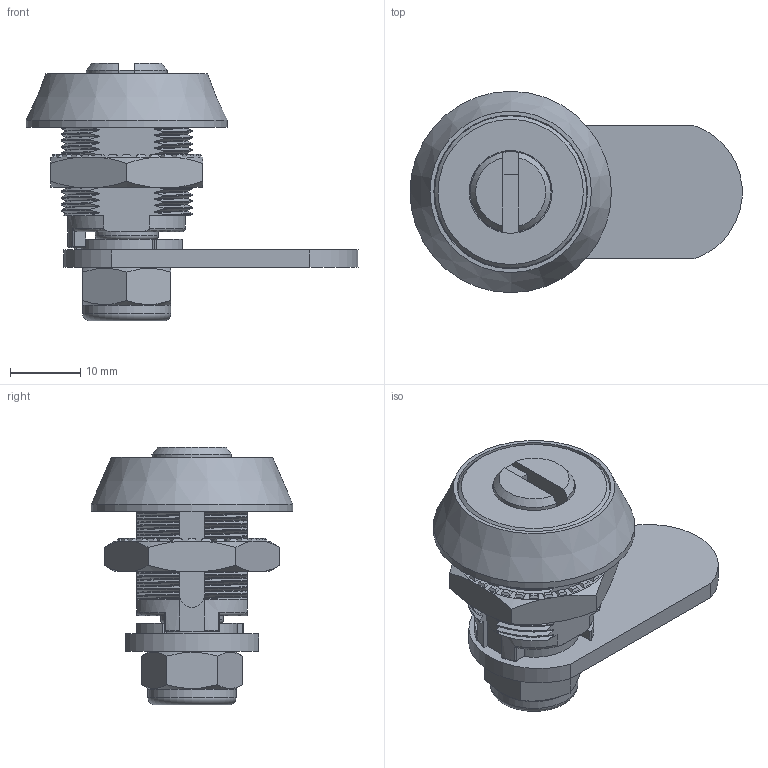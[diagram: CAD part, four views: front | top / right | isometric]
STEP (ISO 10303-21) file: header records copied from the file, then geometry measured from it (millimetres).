
FILE_DESCRIPTION(/* description */ (''),/* implementation_level */ '2;1');
FILE_NAME(/* name */ 'KC-3211.stp',/* time_stamp */ '2023-03-08T12:28:39+09:00',/* author */ ('user'),/* organization */ (''),/* preprocessor_version */ 'ST-DEVELOPER v15.6',/* originating_system */ 'Autodesk Inventor 2015',/* authorisation */ '');
FILE_SCHEMA (('AUTOMOTIVE_DESIGN { 1 0 10303 214 3 1 1 }'));
Products named in the file (1): KC-3211
Bounding box: 47.32 x 28.7 x 36.7 mm (x, y, z)
Volume: 10906.3 mm3; surface area: 10005.3 mm2
Topology: 8 solids, 8 shells, 1016 faces, 2881 edges, 1920 vertices
Faces by surface type: bspline 540, plane 287, cylinder 157, cone 21, torus 9, sphere 2
Full cylindrical faces by diameter (mm): 6.647 x1, 9 x1, 11.8 x1, 12.557 x1, 14 x1, 18 x1, 19 x1, 21.7 x1, 21.9 x1, 28.7 x1
Entity records: 53346 total; most frequent: CARTESIAN_POINT 32292, ORIENTED_EDGE 5706, EDGE_CURVE 2853, DIRECTION 2075, VERTEX_POINT 1912, B_SPLINE_CURVE_WITH_KNOTS 1846, EDGE_LOOP 1085, FACE_OUTER_BOUND 1016
